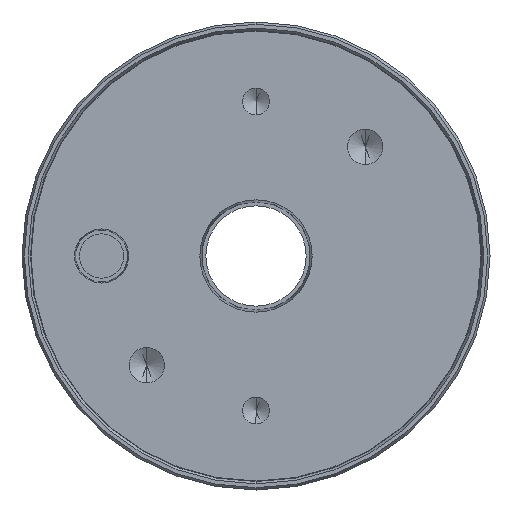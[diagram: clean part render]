
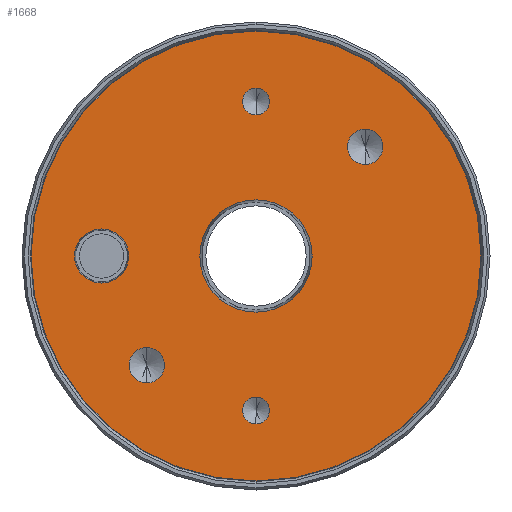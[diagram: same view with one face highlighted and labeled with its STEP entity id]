
A CAD part, front view. The second image highlights one B-rep face of the part: STEP entity #1668.
In plain terms, the highlighted planar face has unit normal (0, -1, 0).
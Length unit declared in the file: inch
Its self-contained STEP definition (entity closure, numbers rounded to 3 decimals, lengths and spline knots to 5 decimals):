
#5 = CARTESIAN_POINT ( 'NONE',  ( -0.81671, 0., -0.68389 ) ) ;
#62 = AXIS2_PLACEMENT_3D ( 'NONE', #3003, #1062, #2519 ) ;
#96 = CIRCLE ( 'NONE', #778, 0.1005 ) ;
#97 = CARTESIAN_POINT ( 'NONE',  ( 0., 0., -1.0545 ) ) ;
#111 = FACE_BOUND ( 'NONE', #2073, .T. ) ;
#116 = EDGE_CURVE ( 'NONE', #819, #1477, #2300, .T. ) ;
#140 = ORIENTED_EDGE ( 'NONE', *, *, #1638, .F. ) ;
#177 = CARTESIAN_POINT ( 'NONE',  ( 0., 0., 0. ) ) ;
#195 = EDGE_LOOP ( 'NONE', ( #1593, #140 ) ) ;
#207 = AXIS2_PLACEMENT_3D ( 'NONE', #817, #880, #2404 ) ;
#210 = VERTEX_POINT ( 'NONE', #669 ) ;
#225 = DIRECTION ( 'NONE',  ( 0., 0., 1. ) ) ;
#251 = CARTESIAN_POINT ( 'NONE',  ( 0., 0., -1.155 ) ) ;
#272 = CARTESIAN_POINT ( 'NONE',  ( -0.81671, 0., -0.94952 ) ) ;
#308 = DIRECTION ( 'NONE',  ( 0., -1., 0. ) ) ;
#340 = AXIS2_PLACEMENT_3D ( 'NONE', #347, #3010, #1021 ) ;
#347 = CARTESIAN_POINT ( 'NONE',  ( 0.81671, 0., 0.81671 ) ) ;
#425 = AXIS2_PLACEMENT_3D ( 'NONE', #1421, #3154, #689 ) ;
#473 = DIRECTION ( 'NONE',  ( 0., 0., -1. ) ) ;
#494 = EDGE_CURVE ( 'NONE', #2182, #1509, #953, .T. ) ;
#498 = ORIENTED_EDGE ( 'NONE', *, *, #494, .F. ) ;
#528 = CARTESIAN_POINT ( 'NONE',  ( 0., 0., -1.6825 ) ) ;
#540 = DIRECTION ( 'NONE',  ( 0., 0., 1. ) ) ;
#548 = ORIENTED_EDGE ( 'NONE', *, *, #1366, .F. ) ;
#580 = AXIS2_PLACEMENT_3D ( 'NONE', #2189, #997, #731 ) ;
#582 = CARTESIAN_POINT ( 'NONE',  ( -0.81671, 0., -0.81671 ) ) ;
#602 = VERTEX_POINT ( 'NONE', #1321 ) ;
#607 = CARTESIAN_POINT ( 'NONE',  ( -1.155, 0., -0.2025 ) ) ;
#643 = VERTEX_POINT ( 'NONE', #2417 ) ;
#646 = EDGE_CURVE ( 'NONE', #861, #2485, #799, .T. ) ;
#669 = CARTESIAN_POINT ( 'NONE',  ( -1.155, 0., 0.2025 ) ) ;
#689 = DIRECTION ( 'NONE',  ( 0., 0., 1. ) ) ;
#714 = EDGE_LOOP ( 'NONE', ( #1398, #2972 ) ) ;
#731 = DIRECTION ( 'NONE',  ( 0., 0., 1. ) ) ;
#737 = VERTEX_POINT ( 'NONE', #994 ) ;
#778 = AXIS2_PLACEMENT_3D ( 'NONE', #251, #1247, #1320 ) ;
#796 = VERTEX_POINT ( 'NONE', #607 ) ;
#799 = CIRCLE ( 'NONE', #2439, 0.13281 ) ;
#817 = CARTESIAN_POINT ( 'NONE',  ( 0., 0., 0. ) ) ;
#819 = VERTEX_POINT ( 'NONE', #1115 ) ;
#828 = CIRCLE ( 'NONE', #2472, 0.13281 ) ;
#852 = FACE_BOUND ( 'NONE', #2569, .T. ) ;
#861 = VERTEX_POINT ( 'NONE', #5 ) ;
#880 = DIRECTION ( 'NONE',  ( 0., -1., 0. ) ) ;
#953 = CIRCLE ( 'NONE', #2337, 0.42 ) ;
#971 = EDGE_CURVE ( 'NONE', #2485, #861, #2786, .T. ) ;
#986 = VERTEX_POINT ( 'NONE', #97 ) ;
#994 = CARTESIAN_POINT ( 'NONE',  ( 0., 0., 1.0545 ) ) ;
#997 = DIRECTION ( 'NONE',  ( 0., -1., 0. ) ) ;
#1021 = DIRECTION ( 'NONE',  ( 0., 0., 1. ) ) ;
#1044 = CARTESIAN_POINT ( 'NONE',  ( -1.155, 0., 0. ) ) ;
#1051 = CIRCLE ( 'NONE', #207, 1.6825 ) ;
#1062 = DIRECTION ( 'NONE',  ( 0., -1., 0. ) ) ;
#1079 = CARTESIAN_POINT ( 'NONE',  ( 0., 0., 0.42 ) ) ;
#1090 = EDGE_CURVE ( 'NONE', #1201, #3047, #3132, .T. ) ;
#1115 = CARTESIAN_POINT ( 'NONE',  ( 0.81671, 0., 0.94952 ) ) ;
#1191 = DIRECTION ( 'NONE',  ( 0., -1., 0. ) ) ;
#1201 = VERTEX_POINT ( 'NONE', #528 ) ;
#1221 = EDGE_LOOP ( 'NONE', ( #1550, #2450 ) ) ;
#1225 = DIRECTION ( 'NONE',  ( 0., 0., 1. ) ) ;
#1247 = DIRECTION ( 'NONE',  ( 0., -1., 0. ) ) ;
#1250 = EDGE_CURVE ( 'NONE', #737, #602, #1572, .T. ) ;
#1312 = ORIENTED_EDGE ( 'NONE', *, *, #3017, .F. ) ;
#1316 = CARTESIAN_POINT ( 'NONE',  ( 0.81671, 0., 0.68389 ) ) ;
#1320 = DIRECTION ( 'NONE',  ( 0., 0., 1. ) ) ;
#1321 = CARTESIAN_POINT ( 'NONE',  ( 0., 0., 1.2555 ) ) ;
#1326 = DIRECTION ( 'NONE',  ( 0., -1., 0. ) ) ;
#1366 = EDGE_CURVE ( 'NONE', #643, #986, #96, .T. ) ;
#1398 = ORIENTED_EDGE ( 'NONE', *, *, #646, .F. ) ;
#1401 = AXIS2_PLACEMENT_3D ( 'NONE', #582, #1999, #1564 ) ;
#1421 = CARTESIAN_POINT ( 'NONE',  ( 0., 0., 1.155 ) ) ;
#1474 = CARTESIAN_POINT ( 'NONE',  ( 0., 0., 0. ) ) ;
#1477 = VERTEX_POINT ( 'NONE', #1316 ) ;
#1509 = VERTEX_POINT ( 'NONE', #1728 ) ;
#1550 = ORIENTED_EDGE ( 'NONE', *, *, #3068, .T. ) ;
#1564 = DIRECTION ( 'NONE',  ( 0., 0., 1. ) ) ;
#1572 = CIRCLE ( 'NONE', #3056, 0.1005 ) ;
#1578 = CARTESIAN_POINT ( 'NONE',  ( 0.81671, 0., 0.81671 ) ) ;
#1593 = ORIENTED_EDGE ( 'NONE', *, *, #116, .F. ) ;
#1623 = FACE_BOUND ( 'NONE', #2358, .T. ) ;
#1631 = DIRECTION ( 'NONE',  ( 0., 0., 1. ) ) ;
#1636 = FACE_BOUND ( 'NONE', #195, .T. ) ;
#1638 = EDGE_CURVE ( 'NONE', #1477, #819, #828, .T. ) ;
#1668 = ADVANCED_FACE ( 'NONE', ( #2622, #1636, #111, #3053, #1623, #852, #2608 ), #2868, .F. ) ;
#1700 = CIRCLE ( 'NONE', #580, 0.1005 ) ;
#1724 = CARTESIAN_POINT ( 'NONE',  ( 0., 0., 0. ) ) ;
#1728 = CARTESIAN_POINT ( 'NONE',  ( 0., 0., -0.42 ) ) ;
#1746 = DIRECTION ( 'NONE',  ( 0., 0., 1. ) ) ;
#1751 = EDGE_LOOP ( 'NONE', ( #2048, #2712 ) ) ;
#1776 = ORIENTED_EDGE ( 'NONE', *, *, #2660, .F. ) ;
#1837 = DIRECTION ( 'NONE',  ( 0., -1., 0. ) ) ;
#1857 = CIRCLE ( 'NONE', #2926, 0.2025 ) ;
#1938 = EDGE_CURVE ( 'NONE', #210, #796, #1857, .T. ) ;
#1999 = DIRECTION ( 'NONE',  ( 0., -1., 0. ) ) ;
#2048 = ORIENTED_EDGE ( 'NONE', *, *, #2685, .F. ) ;
#2060 = AXIS2_PLACEMENT_3D ( 'NONE', #177, #2192, #225 ) ;
#2073 = EDGE_LOOP ( 'NONE', ( #2378, #548 ) ) ;
#2182 = VERTEX_POINT ( 'NONE', #1079 ) ;
#2185 = CARTESIAN_POINT ( 'NONE',  ( 0., 0., 0. ) ) ;
#2189 = CARTESIAN_POINT ( 'NONE',  ( 0., 0., -1.155 ) ) ;
#2192 = DIRECTION ( 'NONE',  ( 0., -1., 0. ) ) ;
#2219 = CIRCLE ( 'NONE', #425, 0.1005 ) ;
#2297 = CARTESIAN_POINT ( 'NONE',  ( 0., 0., 1.6825 ) ) ;
#2300 = CIRCLE ( 'NONE', #340, 0.13281 ) ;
#2337 = AXIS2_PLACEMENT_3D ( 'NONE', #1474, #308, #3200 ) ;
#2358 = EDGE_LOOP ( 'NONE', ( #2844, #1312 ) ) ;
#2374 = CIRCLE ( 'NONE', #3144, 0.42 ) ;
#2378 = ORIENTED_EDGE ( 'NONE', *, *, #2408, .F. ) ;
#2404 = DIRECTION ( 'NONE',  ( 0., 0., 1. ) ) ;
#2408 = EDGE_CURVE ( 'NONE', #986, #643, #1700, .T. ) ;
#2417 = CARTESIAN_POINT ( 'NONE',  ( 0., 0., -1.2555 ) ) ;
#2439 = AXIS2_PLACEMENT_3D ( 'NONE', #3107, #3156, #1631 ) ;
#2450 = ORIENTED_EDGE ( 'NONE', *, *, #1090, .T. ) ;
#2472 = AXIS2_PLACEMENT_3D ( 'NONE', #1578, #1326, #1746 ) ;
#2485 = VERTEX_POINT ( 'NONE', #272 ) ;
#2517 = DIRECTION ( 'NONE',  ( 0., -1., 0. ) ) ;
#2519 = DIRECTION ( 'NONE',  ( 0., 0., 1. ) ) ;
#2569 = EDGE_LOOP ( 'NONE', ( #498, #1776 ) ) ;
#2608 = FACE_OUTER_BOUND ( 'NONE', #1221, .T. ) ;
#2620 = DIRECTION ( 'NONE',  ( 0., 0., 1. ) ) ;
#2622 = FACE_BOUND ( 'NONE', #714, .T. ) ;
#2660 = EDGE_CURVE ( 'NONE', #1509, #2182, #2374, .T. ) ;
#2675 = AXIS2_PLACEMENT_3D ( 'NONE', #1724, #2684, #473 ) ;
#2684 = DIRECTION ( 'NONE',  ( 0., 1., 0. ) ) ;
#2685 = EDGE_CURVE ( 'NONE', #602, #737, #2219, .T. ) ;
#2712 = ORIENTED_EDGE ( 'NONE', *, *, #1250, .F. ) ;
#2786 = CIRCLE ( 'NONE', #1401, 0.13281 ) ;
#2838 = CARTESIAN_POINT ( 'NONE',  ( 0., 0., 1.155 ) ) ;
#2844 = ORIENTED_EDGE ( 'NONE', *, *, #1938, .F. ) ;
#2868 = PLANE ( 'NONE',  #2675 ) ;
#2926 = AXIS2_PLACEMENT_3D ( 'NONE', #1044, #2517, #540 ) ;
#2972 = ORIENTED_EDGE ( 'NONE', *, *, #971, .F. ) ;
#2997 = CIRCLE ( 'NONE', #62, 0.2025 ) ;
#3003 = CARTESIAN_POINT ( 'NONE',  ( -1.155, 0., 0. ) ) ;
#3010 = DIRECTION ( 'NONE',  ( 0., -1., 0. ) ) ;
#3017 = EDGE_CURVE ( 'NONE', #796, #210, #2997, .T. ) ;
#3047 = VERTEX_POINT ( 'NONE', #2297 ) ;
#3053 = FACE_BOUND ( 'NONE', #1751, .T. ) ;
#3056 = AXIS2_PLACEMENT_3D ( 'NONE', #2838, #1837, #2620 ) ;
#3068 = EDGE_CURVE ( 'NONE', #3047, #1201, #1051, .T. ) ;
#3107 = CARTESIAN_POINT ( 'NONE',  ( -0.81671, 0., -0.81671 ) ) ;
#3132 = CIRCLE ( 'NONE', #2060, 1.6825 ) ;
#3144 = AXIS2_PLACEMENT_3D ( 'NONE', #2185, #1191, #1225 ) ;
#3154 = DIRECTION ( 'NONE',  ( 0., -1., 0. ) ) ;
#3156 = DIRECTION ( 'NONE',  ( 0., -1., 0. ) ) ;
#3200 = DIRECTION ( 'NONE',  ( 0., 0., 1. ) ) ;
